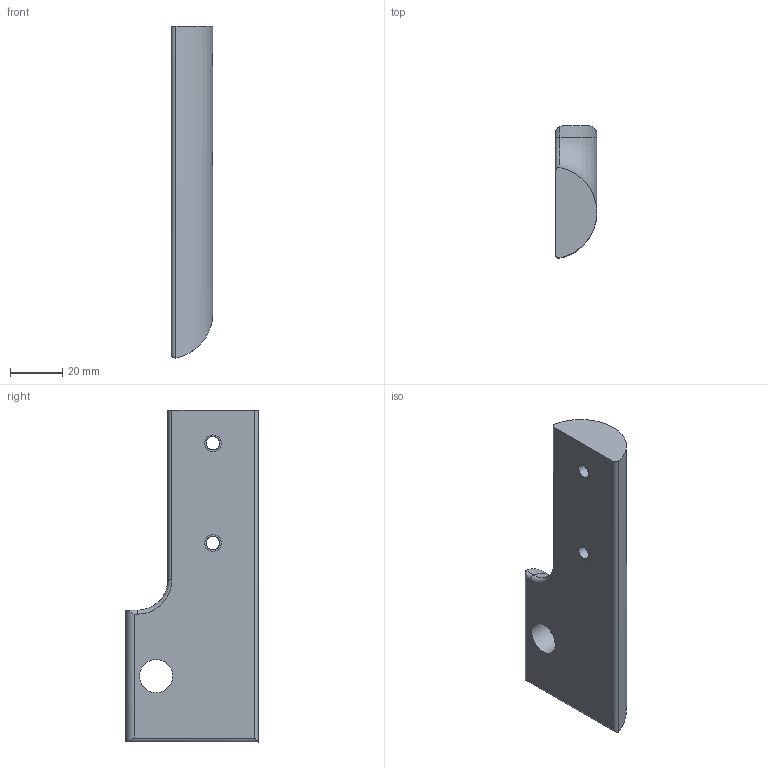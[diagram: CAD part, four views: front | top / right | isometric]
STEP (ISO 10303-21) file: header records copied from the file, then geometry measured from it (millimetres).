
FILE_DESCRIPTION(/* description */ (''),/* implementation_level */ '2;1');
FILE_NAME(/* name */ 'FE-00027_1.stp',/* time_stamp */ '2017-01-08T11:55:03-05:00',/* author */ ('jeff1'),/* organization */ (''),/* preprocessor_version */ 'ST-DEVELOPER v16.5',/* originating_system */ 'Autodesk Inventor 2017',/* authorisation */ '');
FILE_SCHEMA (('AUTOMOTIVE_DESIGN { 1 0 10303 214 3 1 1 }'));
Length unit declared in the file: inch
Products named in the file (1): FE-00027_1
Bounding box: 15.88 x 50.56 x 126.76 mm (x, y, z)
Volume: 63719.9 mm3; surface area: 14954.4 mm2
Topology: 1 solids, 3 shells, 23 faces, 76 edges, 53 vertices
Faces by surface type: cylinder 15, plane 6, torus 2
Full cylindrical faces by diameter (mm): 5.105 x2, 6.35 x2, 12.7 x1
Entity records: 1070 total; most frequent: CARTESIAN_POINT 402, DIRECTION 128, ORIENTED_EDGE 124, EDGE_CURVE 69, AXIS2_PLACEMENT_3D 53, VERTEX_POINT 51, EDGE_LOOP 32, CIRCLE 27
